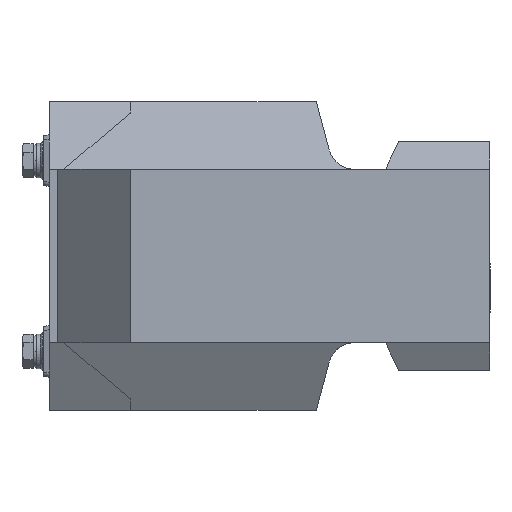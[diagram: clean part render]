
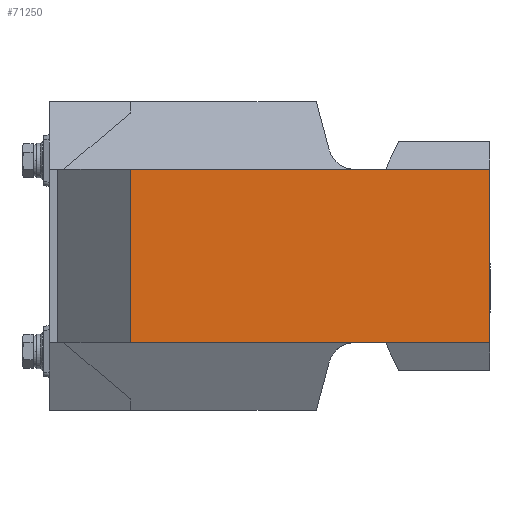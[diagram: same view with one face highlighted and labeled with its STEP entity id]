
A CAD part, left-side view. The second image highlights one B-rep face of the part: STEP entity #71250.
In plain terms, the highlighted planar face has unit normal (-1, 0, 0).
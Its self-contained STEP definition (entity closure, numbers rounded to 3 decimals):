
#6639 = EDGE_CURVE ( 'NONE', #108867, #114915, #156069, .T. ) ;
#11757 = CARTESIAN_POINT ( 'NONE',  ( -162.5, 207., -50. ) ) ;
#12017 = CARTESIAN_POINT ( 'NONE',  ( -162.5, 0., -50. ) ) ;
#17421 = ORIENTED_EDGE ( 'NONE', *, *, #172459, .F. ) ;
#19359 = CARTESIAN_POINT ( 'NONE',  ( -162.5, 0., 50. ) ) ;
#34571 = CARTESIAN_POINT ( 'NONE',  ( -162.5, 0., -50. ) ) ;
#38705 = DIRECTION ( 'NONE',  ( -1., 0., 0. ) ) ;
#47399 = DIRECTION ( 'NONE',  ( 0., -1., 0. ) ) ;
#52337 = EDGE_CURVE ( 'NONE', #96632, #108867, #89267, .T. ) ;
#53160 = CARTESIAN_POINT ( 'NONE',  ( -162.5, 0., -50. ) ) ;
#59488 = FACE_OUTER_BOUND ( 'NONE', #81266, .T. ) ;
#62318 = VECTOR ( 'NONE', #80043, 1000. ) ;
#66607 = CARTESIAN_POINT ( 'NONE',  ( -162.5, 207., -50. ) ) ;
#71250 = ADVANCED_FACE ( 'NONE', ( #59488 ), #171293, .T. ) ;
#79908 = DIRECTION ( 'NONE',  ( 0., 0., 1. ) ) ;
#80043 = DIRECTION ( 'NONE',  ( 0., 0., 1. ) ) ;
#81266 = EDGE_LOOP ( 'NONE', ( #162874, #90643, #17421, #118897 ) ) ;
#89267 = LINE ( 'NONE', #34571, #160065 ) ;
#90643 = ORIENTED_EDGE ( 'NONE', *, *, #137156, .F. ) ;
#96632 = VERTEX_POINT ( 'NONE', #11757 ) ;
#97766 = LINE ( 'NONE', #66607, #62318 ) ;
#97945 = VECTOR ( 'NONE', #150737, 1000. ) ;
#108867 = VERTEX_POINT ( 'NONE', #12017 ) ;
#114915 = VERTEX_POINT ( 'NONE', #19359 ) ;
#118897 = ORIENTED_EDGE ( 'NONE', *, *, #52337, .T. ) ;
#120693 = VECTOR ( 'NONE', #79908, 1000. ) ;
#131668 = DIRECTION ( 'NONE',  ( 0., 0., 1. ) ) ;
#132010 = AXIS2_PLACEMENT_3D ( 'NONE', #144492, #38705, #131668 ) ;
#137156 = EDGE_CURVE ( 'NONE', #171322, #114915, #160337, .T. ) ;
#137884 = CARTESIAN_POINT ( 'NONE',  ( -162.5, 0., 50. ) ) ;
#141662 = CARTESIAN_POINT ( 'NONE',  ( -162.5, 207., 50. ) ) ;
#144492 = CARTESIAN_POINT ( 'NONE',  ( -162.5, 0., -50. ) ) ;
#150737 = DIRECTION ( 'NONE',  ( 0., -1., 0. ) ) ;
#156069 = LINE ( 'NONE', #53160, #120693 ) ;
#160065 = VECTOR ( 'NONE', #47399, 1000. ) ;
#160337 = LINE ( 'NONE', #137884, #97945 ) ;
#162874 = ORIENTED_EDGE ( 'NONE', *, *, #6639, .T. ) ;
#171293 = PLANE ( 'NONE',  #132010 ) ;
#171322 = VERTEX_POINT ( 'NONE', #141662 ) ;
#172459 = EDGE_CURVE ( 'NONE', #96632, #171322, #97766, .T. ) ;
